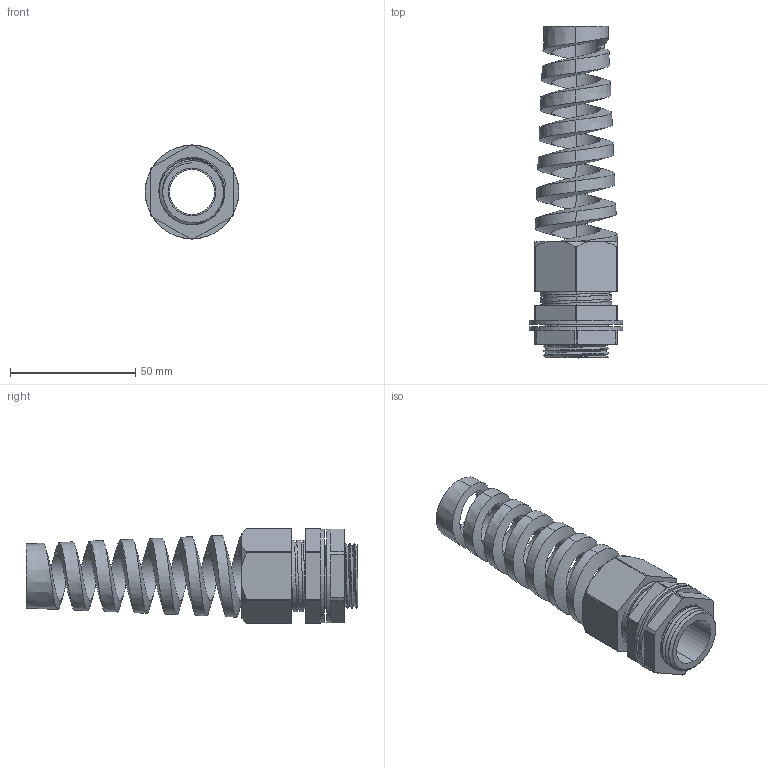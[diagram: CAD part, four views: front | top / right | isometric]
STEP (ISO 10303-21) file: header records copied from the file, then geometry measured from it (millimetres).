
FILE_DESCRIPTION (( 'STEP AP203' ), '1' );
FILE_NAME ('BNSPDX-23-W.step', '2016-02-11T13:29:18', ( '' ), ( '' ), 'SwSTEP 2.0', 'SolidWorks 2015', '' );
FILE_SCHEMA (( 'CONFIG_CONTROL_DESIGN' ));
Length unit declared in the file: millimetre
Products named in the file (1): BNSPDX-23-W
Bounding box: 37.3 x 132.38 x 37.85 mm (x, y, z)
Volume: 41173.7 mm3; surface area: 35147.1 mm2
Topology: 5 solids, 5 shells, 239 faces, 677 edges, 450 vertices
Faces by surface type: plane 105, cylinder 97, cone 21, bspline 14, torus 2
Entity records: 16024 total; most frequent: CARTESIAN_POINT 10176, ORIENTED_EDGE 1354, DIRECTION 1086, EDGE_CURVE 677, VERTEX_POINT 450, AXIS2_PLACEMENT_3D 394, VECTOR 298, LINE 298
